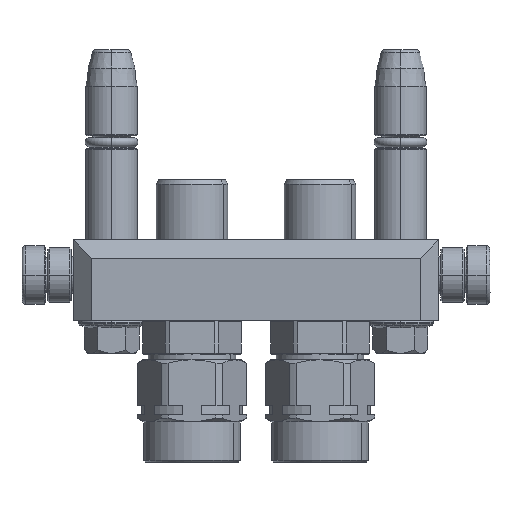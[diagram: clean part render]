
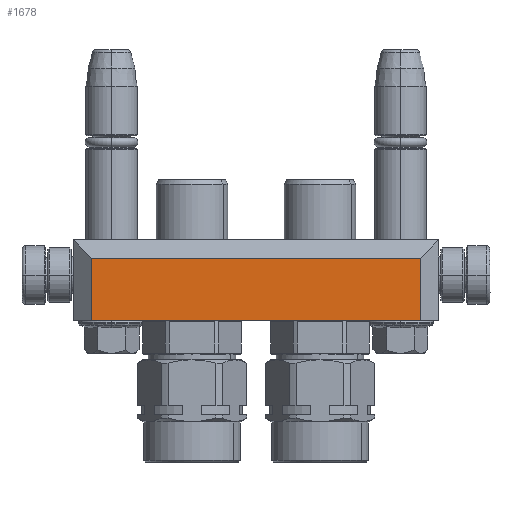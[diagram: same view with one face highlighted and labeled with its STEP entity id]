
A CAD part, left-side view. The second image highlights one B-rep face of the part: STEP entity #1678.
In plain terms, the highlighted face is planar.
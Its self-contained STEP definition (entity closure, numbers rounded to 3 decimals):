
#64 = DIRECTION ( 'NONE',  ( -1., 0., 0. ) ) ;
#244 = AXIS2_PLACEMENT_3D ( 'NONE', #33977, #37028, #30860 ) ;
#937 = CARTESIAN_POINT ( 'NONE',  ( 45., -44.5, 5. ) ) ;
#1678 = ADVANCED_FACE ( 'NONE', ( #6866 ), #40014, .T. ) ;
#2848 = VECTOR ( 'NONE', #64, 1000. ) ;
#3176 = CARTESIAN_POINT ( 'NONE',  ( -45., -44.5, 22. ) ) ;
#4326 = LINE ( 'NONE', #28141, #2848 ) ;
#6866 = FACE_OUTER_BOUND ( 'NONE', #10977, .T. ) ;
#6893 = CARTESIAN_POINT ( 'NONE',  ( -45., -44.5, 22. ) ) ;
#7941 = VERTEX_POINT ( 'NONE', #30756 ) ;
#8471 = EDGE_CURVE ( 'NONE', #17830, #25315, #4326, .T. ) ;
#8477 = EDGE_CURVE ( 'NONE', #7941, #25315, #14939, .T. ) ;
#8634 = EDGE_CURVE ( 'NONE', #14662, #17830, #26504, .T. ) ;
#9972 = DIRECTION ( 'NONE',  ( 1., 0., 0. ) ) ;
#10977 = EDGE_LOOP ( 'NONE', ( #38832, #22726, #24861, #36537 ) ) ;
#14662 = VERTEX_POINT ( 'NONE', #32309 ) ;
#14939 = LINE ( 'NONE', #3176, #25519 ) ;
#15578 = EDGE_CURVE ( 'NONE', #7941, #14662, #28028, .T. ) ;
#17830 = VERTEX_POINT ( 'NONE', #937 ) ;
#22567 = CARTESIAN_POINT ( 'NONE',  ( 45., -44.5, 22. ) ) ;
#22726 = ORIENTED_EDGE ( 'NONE', *, *, #15578, .F. ) ;
#24756 = DIRECTION ( 'NONE',  ( 0., 0., -1. ) ) ;
#24861 = ORIENTED_EDGE ( 'NONE', *, *, #8477, .T. ) ;
#25315 = VERTEX_POINT ( 'NONE', #29855 ) ;
#25519 = VECTOR ( 'NONE', #24756, 1000. ) ;
#25674 = DIRECTION ( 'NONE',  ( 0., 0., -1. ) ) ;
#26504 = LINE ( 'NONE', #22567, #28948 ) ;
#26597 = VECTOR ( 'NONE', #9972, 1000. ) ;
#28028 = LINE ( 'NONE', #6893, #26597 ) ;
#28141 = CARTESIAN_POINT ( 'NONE',  ( 45., -44.5, 5. ) ) ;
#28948 = VECTOR ( 'NONE', #25674, 1000. ) ;
#29855 = CARTESIAN_POINT ( 'NONE',  ( -45., -44.5, 5. ) ) ;
#30756 = CARTESIAN_POINT ( 'NONE',  ( -45., -44.5, 22. ) ) ;
#30860 = DIRECTION ( 'NONE',  ( 1., 0., 0. ) ) ;
#32309 = CARTESIAN_POINT ( 'NONE',  ( 45., -44.5, 22. ) ) ;
#33977 = CARTESIAN_POINT ( 'NONE',  ( -50., -44.5, 0. ) ) ;
#36537 = ORIENTED_EDGE ( 'NONE', *, *, #8471, .F. ) ;
#37028 = DIRECTION ( 'NONE',  ( 0., -1., 0. ) ) ;
#38832 = ORIENTED_EDGE ( 'NONE', *, *, #8634, .F. ) ;
#40014 = PLANE ( 'NONE',  #244 ) ;
